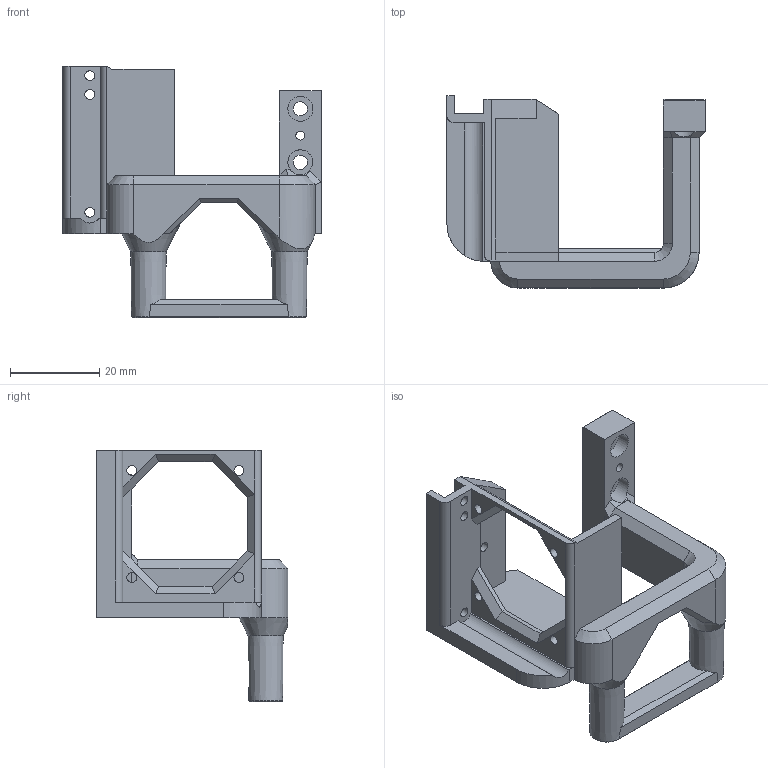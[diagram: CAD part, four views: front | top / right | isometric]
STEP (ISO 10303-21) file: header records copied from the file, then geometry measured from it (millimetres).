
FILE_DESCRIPTION(/* description */ ('','CAx-IF Rec.Pracs.---Representation and Presentation of Product Manufacturing Information (PMI)---4.0---2014-10-13'),/* implementation_level */ '2;1');
FILE_NAME(/* name */ 'Combo-Mount.step',/* time_stamp */ '2025-01-29T07:56:14-06:00',/* author */ (''),/* organization */ (''),/* preprocessor_version */ 'ST-DEVELOPER v20',/* originating_system */ 'Autodesk Translation Framework v13.20.0.188',/* authorisation */ '');
FILE_SCHEMA (('AP242_MANAGED_MODEL_BASED_3D_ENGINEERING_MIM_LF { 1 0 10303 442 1 1 4 }'));
Length unit declared in the file: millimetre
Products named in the file (2): Beacon-Carrier-Stiff; Fan Mount
Assembly tree (1 placements, depth 2):
  Beacon-Carrier-Stiff
    Fan Mount
Bounding box: 57.9 x 43 x 56.3 mm (x, y, z)
Volume: 17450 mm3; surface area: 11022.7 mm2
Topology: 1 solids, 1 shells, 139 faces, 382 edges, 244 vertices
Faces by surface type: plane 94, cylinder 25, cone 20
Full cylindrical faces by diameter (mm): 2 x1, 2.2 x8, 2.8 x2, 3.2 x2, 5.6 x2, 7.6 x1
Entity records: 4543 total; most frequent: CARTESIAN_POINT 886, ORIENTED_EDGE 760, DIRECTION 743, EDGE_CURVE 380, LINE 263, VECTOR 263, VERTEX_POINT 244, AXIS2_PLACEMENT_3D 240
